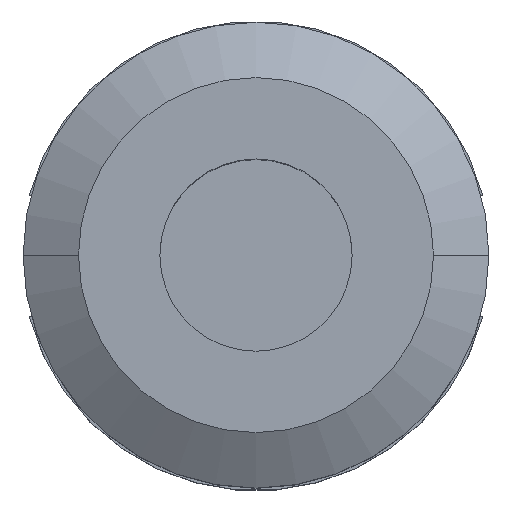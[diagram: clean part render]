
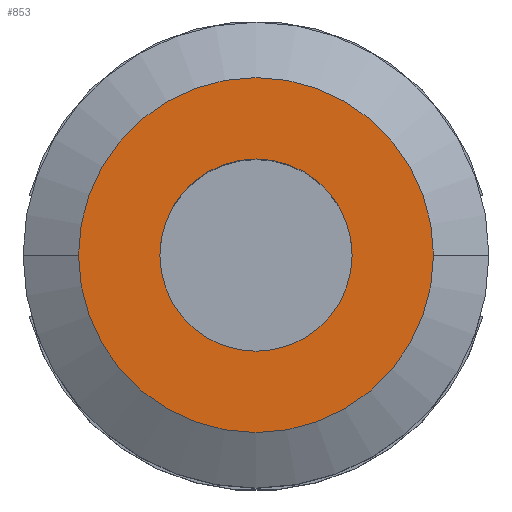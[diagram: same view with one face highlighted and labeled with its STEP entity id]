
A CAD part, top view. The second image highlights one B-rep face of the part: STEP entity #853.
In plain terms, the highlighted planar face has unit normal (0, 0, 1).
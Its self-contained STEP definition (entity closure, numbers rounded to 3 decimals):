
#24 = VERTEX_POINT ( 'NONE', #325 ) ;
#28 = AXIS2_PLACEMENT_3D ( 'NONE', #113, #1352, #387 ) ;
#35 = VERTEX_POINT ( 'NONE', #53 ) ;
#53 = CARTESIAN_POINT ( 'NONE',  ( -13., 0., 80.01 ) ) ;
#57 = EDGE_CURVE ( 'NONE', #682, #1528, #1058, .T. ) ;
#82 = EDGE_CURVE ( 'NONE', #35, #24, #893, .T. ) ;
#113 = CARTESIAN_POINT ( 'NONE',  ( 0., 24., 80.01 ) ) ;
#171 = DIRECTION ( 'NONE',  ( -1., 0., 0. ) ) ;
#207 = CARTESIAN_POINT ( 'NONE',  ( 0., 0., 80.01 ) ) ;
#220 = AXIS2_PLACEMENT_3D ( 'NONE', #1090, #391, #1345 ) ;
#246 = CARTESIAN_POINT ( 'NONE',  ( -24., 0., 80.01 ) ) ;
#319 = FACE_OUTER_BOUND ( 'NONE', #1279, .T. ) ;
#325 = CARTESIAN_POINT ( 'NONE',  ( 13., 0., 80.01 ) ) ;
#342 = FACE_BOUND ( 'NONE', #1697, .T. ) ;
#362 = CIRCLE ( 'NONE', #776, 13. ) ;
#387 = DIRECTION ( 'NONE',  ( 1., 0., 0. ) ) ;
#391 = DIRECTION ( 'NONE',  ( 0., 0., -1. ) ) ;
#407 = AXIS2_PLACEMENT_3D ( 'NONE', #207, #1460, #642 ) ;
#411 = ORIENTED_EDGE ( 'NONE', *, *, #57, .F. ) ;
#412 = CARTESIAN_POINT ( 'NONE',  ( 0., 0., 80.01 ) ) ;
#558 = DIRECTION ( 'NONE',  ( 0., 0., -1. ) ) ;
#581 = AXIS2_PLACEMENT_3D ( 'NONE', #1424, #1705, #171 ) ;
#601 = CARTESIAN_POINT ( 'NONE',  ( 24., 0., 80.01 ) ) ;
#642 = DIRECTION ( 'NONE',  ( -1., 0., 0. ) ) ;
#682 = VERTEX_POINT ( 'NONE', #601 ) ;
#776 = AXIS2_PLACEMENT_3D ( 'NONE', #412, #558, #1526 ) ;
#853 = ADVANCED_FACE ( 'NONE', ( #342, #319 ), #1209, .T. ) ;
#893 = CIRCLE ( 'NONE', #220, 13. ) ;
#1009 = EDGE_CURVE ( 'NONE', #24, #35, #362, .T. ) ;
#1023 = ORIENTED_EDGE ( 'NONE', *, *, #1009, .T. ) ;
#1058 = CIRCLE ( 'NONE', #407, 24. ) ;
#1090 = CARTESIAN_POINT ( 'NONE',  ( 0., 0., 80.01 ) ) ;
#1209 = PLANE ( 'NONE',  #28 ) ;
#1279 = EDGE_LOOP ( 'NONE', ( #1688, #411 ) ) ;
#1345 = DIRECTION ( 'NONE',  ( -1., 0., 0. ) ) ;
#1352 = DIRECTION ( 'NONE',  ( 0., 0., 1. ) ) ;
#1424 = CARTESIAN_POINT ( 'NONE',  ( 0., 0., 80.01 ) ) ;
#1425 = ORIENTED_EDGE ( 'NONE', *, *, #82, .T. ) ;
#1460 = DIRECTION ( 'NONE',  ( 0., 0., -1. ) ) ;
#1526 = DIRECTION ( 'NONE',  ( -1., 0., 0. ) ) ;
#1528 = VERTEX_POINT ( 'NONE', #246 ) ;
#1662 = CIRCLE ( 'NONE', #581, 24. ) ;
#1667 = EDGE_CURVE ( 'NONE', #1528, #682, #1662, .T. ) ;
#1688 = ORIENTED_EDGE ( 'NONE', *, *, #1667, .F. ) ;
#1697 = EDGE_LOOP ( 'NONE', ( #1425, #1023 ) ) ;
#1705 = DIRECTION ( 'NONE',  ( 0., 0., -1. ) ) ;
